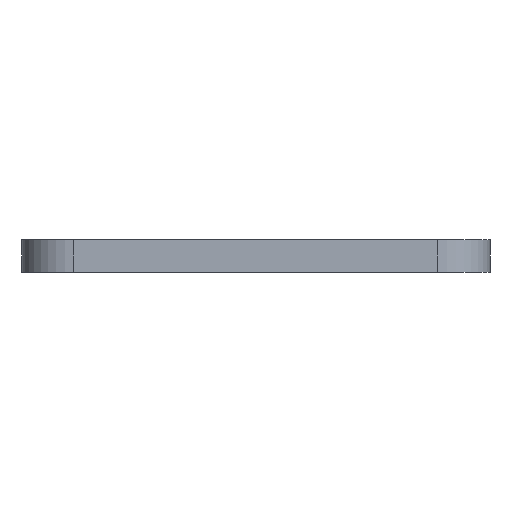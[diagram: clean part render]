
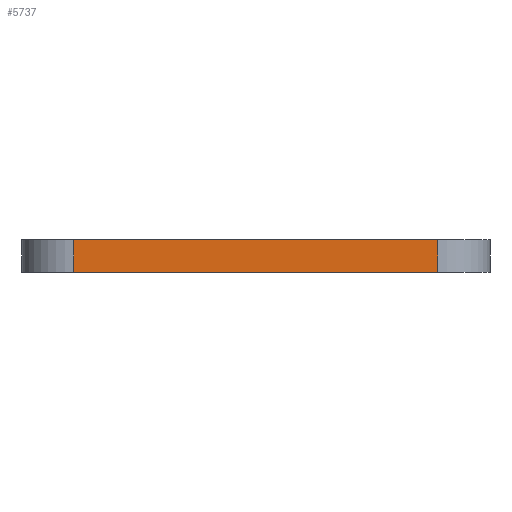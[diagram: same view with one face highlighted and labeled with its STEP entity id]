
A CAD part, left-side view. The second image highlights one B-rep face of the part: STEP entity #5737.
In plain terms, the highlighted planar face has unit normal (-1, 0, 0).
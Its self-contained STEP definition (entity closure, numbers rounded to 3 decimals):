
#55 = CYLINDRICAL_SURFACE('',#56,2.54);
#56 = AXIS2_PLACEMENT_3D('',#57,#58,#59);
#57 = CARTESIAN_POINT('',(125.641,-96.114,0.));
#58 = DIRECTION('',(-0.,-0.,-1.));
#59 = DIRECTION('',(1.,0.,-0.));
#83 = PLANE('',#84);
#84 = AXIS2_PLACEMENT_3D('',#85,#86,#87);
#85 = CARTESIAN_POINT('',(148.591,-104.97,1.6));
#86 = DIRECTION('',(-0.,-0.,-1.));
#87 = DIRECTION('',(-1.,0.,0.));
#137 = PLANE('',#138);
#138 = AXIS2_PLACEMENT_3D('',#139,#140,#141);
#139 = CARTESIAN_POINT('',(148.591,-104.97,0.));
#140 = DIRECTION('',(-0.,-0.,-1.));
#141 = DIRECTION('',(-1.,0.,0.));
#154 = VERTEX_POINT('',#155);
#155 = CARTESIAN_POINT('',(123.101,-96.114,1.6));
#181 = EDGE_CURVE('',#182,#154,#184,.T.);
#182 = VERTEX_POINT('',#183);
#183 = CARTESIAN_POINT('',(123.101,-96.114,0.));
#184 = SURFACE_CURVE('',#185,(#189,#196),.PCURVE_S1.);
#185 = LINE('',#186,#187);
#186 = CARTESIAN_POINT('',(123.101,-96.114,0.));
#187 = VECTOR('',#188,1.);
#188 = DIRECTION('',(0.,0.,1.));
#189 = PCURVE('',#55,#190);
#190 = DEFINITIONAL_REPRESENTATION('',(#191),#195);
#191 = LINE('',#192,#193);
#192 = CARTESIAN_POINT('',(-3.141,0.));
#193 = VECTOR('',#194,1.);
#194 = DIRECTION('',(-0.,-1.));
#195 = ( GEOMETRIC_REPRESENTATION_CONTEXT(2) 
PARAMETRIC_REPRESENTATION_CONTEXT() REPRESENTATION_CONTEXT('2D SPACE',''
  ) );
#196 = PCURVE('',#197,#202);
#197 = PLANE('',#198);
#198 = AXIS2_PLACEMENT_3D('',#199,#200,#201);
#199 = CARTESIAN_POINT('',(123.101,-113.894,0.));
#200 = DIRECTION('',(-1.,0.,0.));
#201 = DIRECTION('',(0.,1.,0.));
#202 = DEFINITIONAL_REPRESENTATION('',(#203),#207);
#203 = LINE('',#204,#205);
#204 = CARTESIAN_POINT('',(17.78,0.));
#205 = VECTOR('',#206,1.);
#206 = DIRECTION('',(0.,-1.));
#207 = ( GEOMETRIC_REPRESENTATION_CONTEXT(2) 
PARAMETRIC_REPRESENTATION_CONTEXT() REPRESENTATION_CONTEXT('2D SPACE',''
  ) );
#518 = VERTEX_POINT('',#519);
#519 = CARTESIAN_POINT('',(123.101,-113.894,0.));
#538 = CYLINDRICAL_SURFACE('',#539,2.54);
#539 = AXIS2_PLACEMENT_3D('',#540,#541,#542);
#540 = CARTESIAN_POINT('',(125.641,-113.894,0.));
#541 = DIRECTION('',(-0.,-0.,-1.));
#542 = DIRECTION('',(1.,0.,-0.));
#550 = EDGE_CURVE('',#518,#182,#551,.T.);
#551 = SURFACE_CURVE('',#552,(#556,#563),.PCURVE_S1.);
#552 = LINE('',#553,#554);
#553 = CARTESIAN_POINT('',(123.101,-113.894,0.));
#554 = VECTOR('',#555,1.);
#555 = DIRECTION('',(0.,1.,0.));
#556 = PCURVE('',#137,#557);
#557 = DEFINITIONAL_REPRESENTATION('',(#558),#562);
#558 = LINE('',#559,#560);
#559 = CARTESIAN_POINT('',(25.489,-8.923));
#560 = VECTOR('',#561,1.);
#561 = DIRECTION('',(0.,1.));
#562 = ( GEOMETRIC_REPRESENTATION_CONTEXT(2) 
PARAMETRIC_REPRESENTATION_CONTEXT() REPRESENTATION_CONTEXT('2D SPACE',''
  ) );
#563 = PCURVE('',#197,#564);
#564 = DEFINITIONAL_REPRESENTATION('',(#565),#569);
#565 = LINE('',#566,#567);
#566 = CARTESIAN_POINT('',(0.,0.));
#567 = VECTOR('',#568,1.);
#568 = DIRECTION('',(1.,0.));
#569 = ( GEOMETRIC_REPRESENTATION_CONTEXT(2) 
PARAMETRIC_REPRESENTATION_CONTEXT() REPRESENTATION_CONTEXT('2D SPACE',''
  ) );
#3409 = VERTEX_POINT('',#3410);
#3410 = CARTESIAN_POINT('',(123.101,-113.894,1.6));
#3436 = EDGE_CURVE('',#3409,#154,#3437,.T.);
#3437 = SURFACE_CURVE('',#3438,(#3442,#3449),.PCURVE_S1.);
#3438 = LINE('',#3439,#3440);
#3439 = CARTESIAN_POINT('',(123.101,-113.894,1.6));
#3440 = VECTOR('',#3441,1.);
#3441 = DIRECTION('',(0.,1.,0.));
#3442 = PCURVE('',#83,#3443);
#3443 = DEFINITIONAL_REPRESENTATION('',(#3444),#3448);
#3444 = LINE('',#3445,#3446);
#3445 = CARTESIAN_POINT('',(25.489,-8.923));
#3446 = VECTOR('',#3447,1.);
#3447 = DIRECTION('',(0.,1.));
#3448 = ( GEOMETRIC_REPRESENTATION_CONTEXT(2) 
PARAMETRIC_REPRESENTATION_CONTEXT() REPRESENTATION_CONTEXT('2D SPACE',''
  ) );
#3449 = PCURVE('',#197,#3450);
#3450 = DEFINITIONAL_REPRESENTATION('',(#3451),#3455);
#3451 = LINE('',#3452,#3453);
#3452 = CARTESIAN_POINT('',(0.,-1.6));
#3453 = VECTOR('',#3454,1.);
#3454 = DIRECTION('',(1.,0.));
#3455 = ( GEOMETRIC_REPRESENTATION_CONTEXT(2) 
PARAMETRIC_REPRESENTATION_CONTEXT() REPRESENTATION_CONTEXT('2D SPACE',''
  ) );
#5737 = ADVANCED_FACE('',(#5738),#197,.T.);
#5738 = FACE_BOUND('',#5739,.T.);
#5739 = EDGE_LOOP('',(#5740,#5761,#5762,#5763));
#5740 = ORIENTED_EDGE('',*,*,#5741,.T.);
#5741 = EDGE_CURVE('',#518,#3409,#5742,.T.);
#5742 = SURFACE_CURVE('',#5743,(#5747,#5754),.PCURVE_S1.);
#5743 = LINE('',#5744,#5745);
#5744 = CARTESIAN_POINT('',(123.101,-113.894,0.));
#5745 = VECTOR('',#5746,1.);
#5746 = DIRECTION('',(0.,0.,1.));
#5747 = PCURVE('',#197,#5748);
#5748 = DEFINITIONAL_REPRESENTATION('',(#5749),#5753);
#5749 = LINE('',#5750,#5751);
#5750 = CARTESIAN_POINT('',(0.,0.));
#5751 = VECTOR('',#5752,1.);
#5752 = DIRECTION('',(0.,-1.));
#5753 = ( GEOMETRIC_REPRESENTATION_CONTEXT(2) 
PARAMETRIC_REPRESENTATION_CONTEXT() REPRESENTATION_CONTEXT('2D SPACE',''
  ) );
#5754 = PCURVE('',#538,#5755);
#5755 = DEFINITIONAL_REPRESENTATION('',(#5756),#5760);
#5756 = LINE('',#5757,#5758);
#5757 = CARTESIAN_POINT('',(-3.141,0.));
#5758 = VECTOR('',#5759,1.);
#5759 = DIRECTION('',(-0.,-1.));
#5760 = ( GEOMETRIC_REPRESENTATION_CONTEXT(2) 
PARAMETRIC_REPRESENTATION_CONTEXT() REPRESENTATION_CONTEXT('2D SPACE',''
  ) );
#5761 = ORIENTED_EDGE('',*,*,#3436,.T.);
#5762 = ORIENTED_EDGE('',*,*,#181,.F.);
#5763 = ORIENTED_EDGE('',*,*,#550,.F.);
